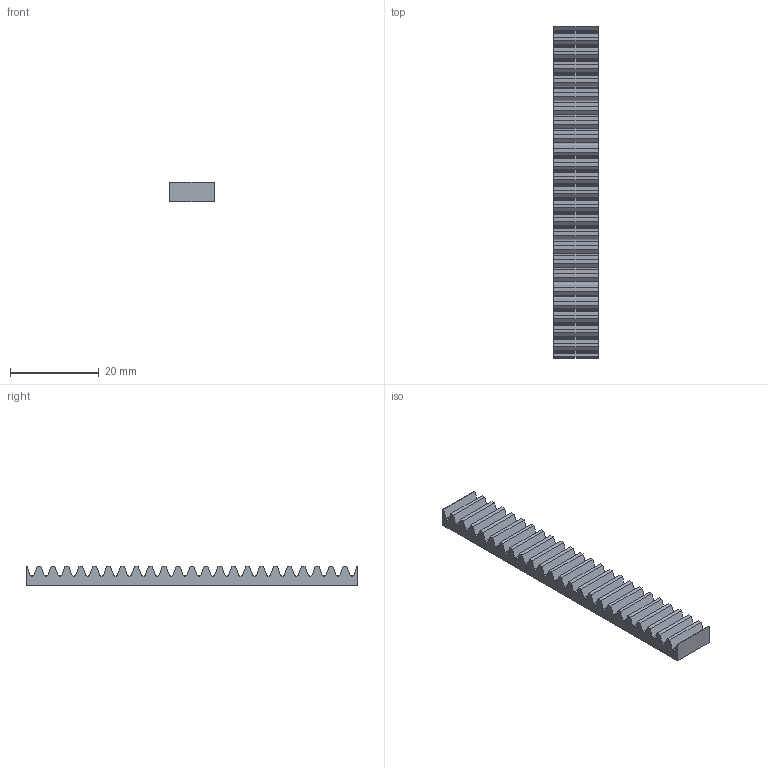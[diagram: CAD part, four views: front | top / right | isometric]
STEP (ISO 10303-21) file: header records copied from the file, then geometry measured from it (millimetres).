
FILE_DESCRIPTION(('STEP AP214'),'1');
FILE_NAME('cctmp_FDE4D0E1-1AC8-4B7D-8DFA-B4B420991D9E_2025_03_04_16_36_14_0969_145176..stp','2025-03-04T15:36:15',('igus GmbH'),('CADClick - www.CADClick.com'),'Spatial InterOp 3D',' ','unknown authorization');
FILE_SCHEMA(('AUTOMOTIVE_DESIGN'));
Length unit declared in the file: millimetre
Products named in the file (1): 2025_03_04_16_36_14_0954
Bounding box: 10 x 75 x 4.5 mm (x, y, z)
Volume: 2578.6 mm3; surface area: 2840.5 mm2
Topology: 1 solids, 1 shells, 150 faces, 444 edges, 296 vertices
Faces by surface type: plane 102, cylinder 48
Entity records: 6228 total; most frequent: CARTESIAN_POINT 891, ORIENTED_EDGE 888, DIRECTION 842, EDGE_CURVE 444, LINE 348, VECTOR 348, VERTEX_POINT 296, AXIS2_PLACEMENT_3D 247
